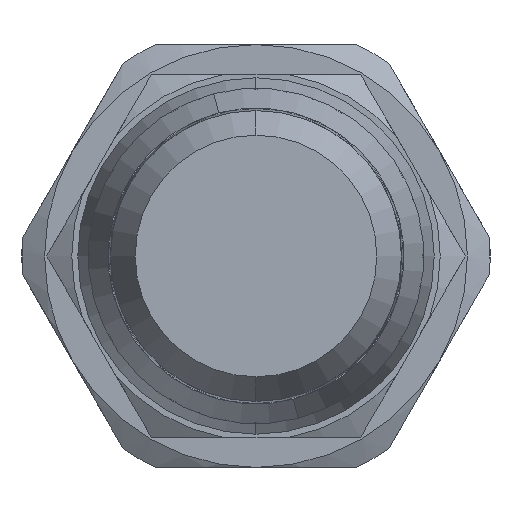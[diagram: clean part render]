
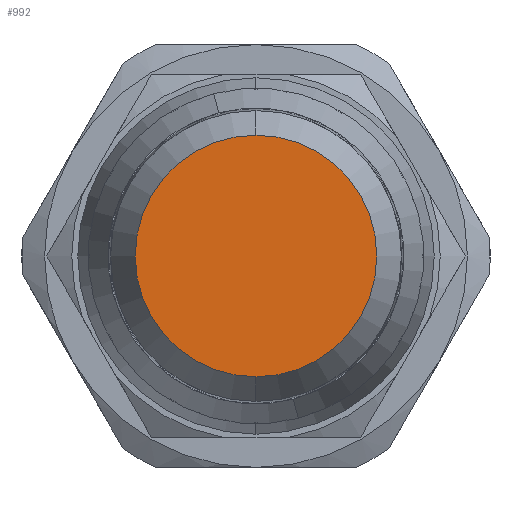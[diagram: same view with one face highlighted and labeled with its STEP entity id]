
A CAD part, front view. The second image highlights one B-rep face of the part: STEP entity #992.
In plain terms, the highlighted planar face has unit normal (0, -1, 0).
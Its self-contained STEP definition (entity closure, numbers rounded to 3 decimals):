
#172 = ORIENTED_EDGE ( 'NONE', *, *, #959, .T. ) ;
#173 = ORIENTED_EDGE ( 'NONE', *, *, #1038, .T. ) ;
#207 = EDGE_LOOP ( 'NONE', ( #173, #172 ) ) ;
#357 = CIRCLE ( 'NONE', #1268, 4. ) ;
#418 = FACE_OUTER_BOUND ( 'NONE', #207, .T. ) ;
#490 = CIRCLE ( 'NONE', #1111, 4. ) ;
#618 = CARTESIAN_POINT ( 'NONE',  ( 0., 0., 0. ) ) ;
#619 = DIRECTION ( 'NONE',  ( 0., -1., 0. ) ) ;
#620 = DIRECTION ( 'NONE',  ( 0., 0., -1. ) ) ;
#729 = PLANE ( 'NONE',  #1076 ) ;
#731 = CARTESIAN_POINT ( 'NONE',  ( 0., 0., 0. ) ) ;
#742 = DIRECTION ( 'NONE',  ( 0., -1., 0. ) ) ;
#743 = DIRECTION ( 'NONE',  ( 0., 0., -1. ) ) ;
#781 = VERTEX_POINT ( 'NONE', #1167 ) ;
#784 = VERTEX_POINT ( 'NONE', #1163 ) ;
#959 = EDGE_CURVE ( 'NONE', #784, #781, #357, .T. ) ;
#992 = ADVANCED_FACE ( 'NONE', ( #418 ), #729, .T. ) ;
#1038 = EDGE_CURVE ( 'NONE', #781, #784, #490, .T. ) ;
#1076 = AXIS2_PLACEMENT_3D ( 'NONE', #731, #742, #743 ) ;
#1111 = AXIS2_PLACEMENT_3D ( 'NONE', #1423, #1424, #1425 ) ;
#1163 = CARTESIAN_POINT ( 'NONE',  ( 0., 0., -4. ) ) ;
#1167 = CARTESIAN_POINT ( 'NONE',  ( 0., 0., 4. ) ) ;
#1268 = AXIS2_PLACEMENT_3D ( 'NONE', #618, #619, #620 ) ;
#1423 = CARTESIAN_POINT ( 'NONE',  ( 0., 0., 0. ) ) ;
#1424 = DIRECTION ( 'NONE',  ( 0., -1., 0. ) ) ;
#1425 = DIRECTION ( 'NONE',  ( 0., 0., -1. ) ) ;
